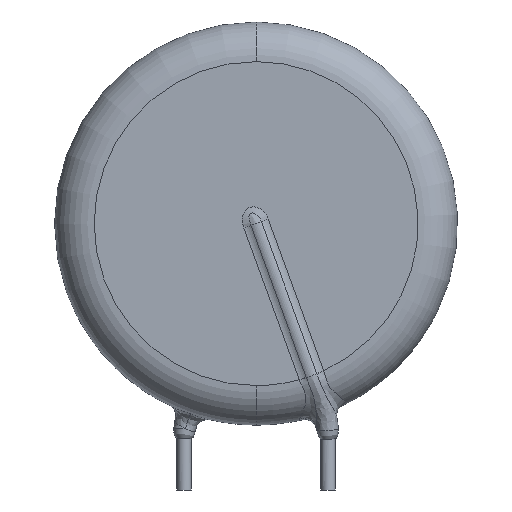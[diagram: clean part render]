
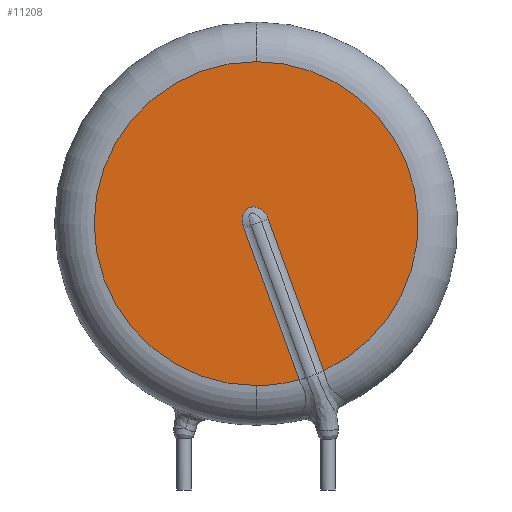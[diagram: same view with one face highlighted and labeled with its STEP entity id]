
A CAD part, front view. The second image highlights one B-rep face of the part: STEP entity #11208.
In plain terms, the highlighted planar face has unit normal (0, -1, 0).
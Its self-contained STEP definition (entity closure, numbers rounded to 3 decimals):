
#10 = FACE_OUTER_BOUND ( 'NONE', #250, .T. ) ;
#21 = CARTESIAN_POINT ( 'NONE',  ( -0.303, -2.75, 16.166 ) ) ;
#83 = CARTESIAN_POINT ( 'NONE',  ( 0., -2.75, 15. ) ) ;
#154 = CARTESIAN_POINT ( 'NONE',  ( 0.847, -2.75, 15.309 ) ) ;
#250 = EDGE_LOOP ( 'NONE', ( #12977, #11965, #14657, #6998, #5575, #16240 ) ) ;
#1188 = CARTESIAN_POINT ( 'NONE',  ( 0.586, -2.75, 15.809 ) ) ;
#1756 = DIRECTION ( 'NONE',  ( -0.343, 0., 0.94 ) ) ;
#1960 = CARTESIAN_POINT ( 'NONE',  ( 2.994, -2.75, 4.156 ) ) ;
#1969 = CARTESIAN_POINT ( 'NONE',  ( 0., -2.75, 15. ) ) ;
#2014 = CARTESIAN_POINT ( 'NONE',  ( -0.847, -2.75, 14.691 ) ) ;
#2045 = VERTEX_POINT ( 'NONE', #1960 ) ;
#2537 = CARTESIAN_POINT ( 'NONE',  ( 0.751, -2.75, 15.572 ) ) ;
#2587 = AXIS2_PLACEMENT_3D ( 'NONE', #83, #14315, #10387 ) ;
#3362 = CARTESIAN_POINT ( 'NONE',  ( -0.847, -2.75, 14.691 ) ) ;
#3968 = LINE ( 'NONE', #154, #8028 ) ;
#4049 = DIRECTION ( 'NONE',  ( 0.343, 0., -0.94 ) ) ;
#4210 = EDGE_CURVE ( 'NONE', #14678, #8975, #7199, .T. ) ;
#4965 = CARTESIAN_POINT ( 'NONE',  ( 0.847, -2.75, 15.309 ) ) ;
#5021 = CARTESIAN_POINT ( 'NONE',  ( -0.86, -2.75, 15.779 ) ) ;
#5180 = CARTESIAN_POINT ( 'NONE',  ( 0.114, -2.75, 16.111 ) ) ;
#5531 = VECTOR ( 'NONE', #1756, 1000. ) ;
#5575 = ORIENTED_EDGE ( 'NONE', *, *, #8194, .F. ) ;
#6794 = EDGE_CURVE ( 'NONE', #12642, #9873, #3968, .T. ) ;
#6998 = ORIENTED_EDGE ( 'NONE', *, *, #6794, .T. ) ;
#7147 = PLANE ( 'NONE',  #8321 ) ;
#7199 = CIRCLE ( 'NONE', #2587, 11.25 ) ;
#7220 = EDGE_CURVE ( 'NONE', #12670, #12642, #9764, .T. ) ;
#7246 = DIRECTION ( 'NONE',  ( 0., 0., 1. ) ) ;
#7650 = CARTESIAN_POINT ( 'NONE',  ( -0.895, -2.75, 14.822 ) ) ;
#7795 = CARTESIAN_POINT ( 'NONE',  ( 4.688, -2.75, 4.773 ) ) ;
#7815 = CARTESIAN_POINT ( 'NONE',  ( 0., -2.75, 3.75 ) ) ;
#7820 = CARTESIAN_POINT ( 'NONE',  ( 0.243, -2.75, 16.052 ) ) ;
#8028 = VECTOR ( 'NONE', #4049, 1000. ) ;
#8194 = EDGE_CURVE ( 'NONE', #8975, #9873, #11702, .T. ) ;
#8321 = AXIS2_PLACEMENT_3D ( 'NONE', #1969, #9768, #7246 ) ;
#8748 = DIRECTION ( 'NONE',  ( 0., 1., 0. ) ) ;
#8903 = CARTESIAN_POINT ( 'NONE',  ( -0.847, -2.75, 14.691 ) ) ;
#8975 = VERTEX_POINT ( 'NONE', #13562 ) ;
#9764 = B_SPLINE_CURVE_WITH_KNOTS ( 'NONE', 3,
 ( #8903, #7650, #15380, #10486, #11827, #14008, #5021, #14173, #12754, #21, #12841, #5180, #7820, #1188, #2537, #10321 ),
 .UNSPECIFIED., .F., .F.,
 ( 4, 2, 2, 2, 2, 2, 2, 4 ),
 ( 0., 0., 0.001, 0.001, 0.002, 0.002, 0.002, 0.003 ),
 .UNSPECIFIED. ) ;
#9768 = DIRECTION ( 'NONE',  ( 0., 1., 0. ) ) ;
#9873 = VERTEX_POINT ( 'NONE', #7795 ) ;
#10321 = CARTESIAN_POINT ( 'NONE',  ( 0.847, -2.75, 15.309 ) ) ;
#10387 = DIRECTION ( 'NONE',  ( 0., 0., 1. ) ) ;
#10486 = CARTESIAN_POINT ( 'NONE',  ( -0.966, -2.75, 15.232 ) ) ;
#10622 = DIRECTION ( 'NONE',  ( 0., 0., 1. ) ) ;
#11208 = ADVANCED_FACE ( 'NONE', ( #10 ), #7147, .F. ) ;
#11702 = CIRCLE ( 'NONE', #15490, 11.25 ) ;
#11827 = CARTESIAN_POINT ( 'NONE',  ( -0.967, -2.75, 15.372 ) ) ;
#11965 = ORIENTED_EDGE ( 'NONE', *, *, #16522, .T. ) ;
#12526 = DIRECTION ( 'NONE',  ( 0., 0., 1. ) ) ;
#12642 = VERTEX_POINT ( 'NONE', #4965 ) ;
#12670 = VERTEX_POINT ( 'NONE', #3362 ) ;
#12754 = CARTESIAN_POINT ( 'NONE',  ( -0.569, -2.75, 16.079 ) ) ;
#12841 = CARTESIAN_POINT ( 'NONE',  ( -0.158, -2.75, 16.169 ) ) ;
#12977 = ORIENTED_EDGE ( 'NONE', *, *, #15015, .F. ) ;
#13066 = CIRCLE ( 'NONE', #15246, 11.25 ) ;
#13211 = LINE ( 'NONE', #2014, #5531 ) ;
#13280 = CARTESIAN_POINT ( 'NONE',  ( 0., -2.75, 15. ) ) ;
#13562 = CARTESIAN_POINT ( 'NONE',  ( 0., -2.75, 26.25 ) ) ;
#14008 = CARTESIAN_POINT ( 'NONE',  ( -0.915, -2.75, 15.646 ) ) ;
#14022 = CARTESIAN_POINT ( 'NONE',  ( 0., -2.75, 15. ) ) ;
#14173 = CARTESIAN_POINT ( 'NONE',  ( -0.687, -2.75, 15.996 ) ) ;
#14315 = DIRECTION ( 'NONE',  ( 0., 1., 0. ) ) ;
#14657 = ORIENTED_EDGE ( 'NONE', *, *, #7220, .T. ) ;
#14678 = VERTEX_POINT ( 'NONE', #7815 ) ;
#14820 = DIRECTION ( 'NONE',  ( 0., 1., 0. ) ) ;
#15015 = EDGE_CURVE ( 'NONE', #2045, #14678, #13066, .T. ) ;
#15246 = AXIS2_PLACEMENT_3D ( 'NONE', #13280, #14820, #10622 ) ;
#15380 = CARTESIAN_POINT ( 'NONE',  ( -0.93, -2.75, 14.956 ) ) ;
#15490 = AXIS2_PLACEMENT_3D ( 'NONE', #14022, #8748, #12526 ) ;
#16240 = ORIENTED_EDGE ( 'NONE', *, *, #4210, .F. ) ;
#16522 = EDGE_CURVE ( 'NONE', #2045, #12670, #13211, .T. ) ;
